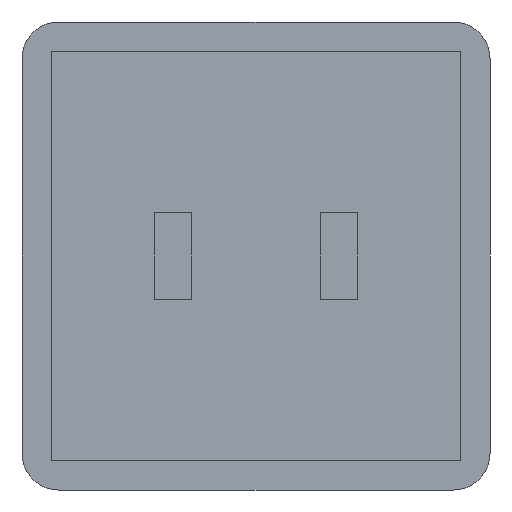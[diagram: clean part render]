
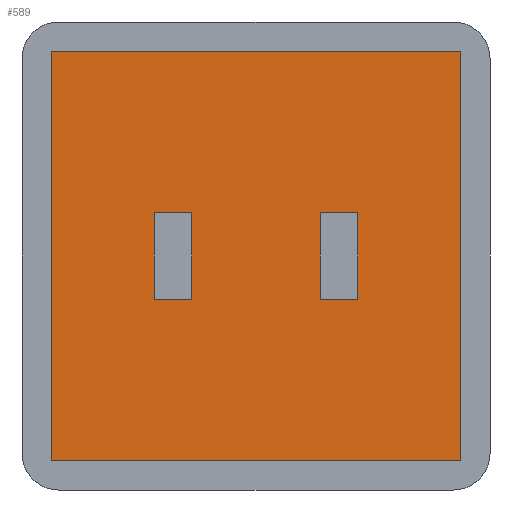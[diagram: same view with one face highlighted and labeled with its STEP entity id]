
A CAD part, front view. The second image highlights one B-rep face of the part: STEP entity #589.
In plain terms, the highlighted planar face has unit normal (0, -1, 0).
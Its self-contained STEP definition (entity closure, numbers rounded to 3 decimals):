
#29=FACE_BOUND('',#238,.T.);
#30=FACE_BOUND('',#239,.T.);
#55=LINE('',#1105,#111);
#59=LINE('',#1113,#115);
#62=LINE('',#1119,#118);
#65=LINE('',#1124,#121);
#67=LINE('',#1130,#123);
#71=LINE('',#1138,#127);
#74=LINE('',#1144,#130);
#77=LINE('',#1149,#133);
#79=LINE('',#1155,#135);
#82=LINE('',#1160,#138);
#84=LINE('',#1164,#140);
#86=LINE('',#1167,#142);
#111=VECTOR('',#762,10.);
#115=VECTOR('',#768,10.);
#118=VECTOR('',#773,10.);
#121=VECTOR('',#778,10.);
#123=VECTOR('',#784,10.);
#127=VECTOR('',#790,10.);
#130=VECTOR('',#795,10.);
#133=VECTOR('',#800,10.);
#135=VECTOR('',#806,10.);
#138=VECTOR('',#811,10.);
#140=VECTOR('',#815,10.);
#142=VECTOR('',#819,10.);
#163=PLANE('',#657);
#200=FACE_OUTER_BOUND('',#237,.T.);
#237=EDGE_LOOP('',(#542,#543,#544,#545));
#238=EDGE_LOOP('',(#546,#547,#548,#549));
#239=EDGE_LOOP('',(#550,#551,#552,#553));
#294=VERTEX_POINT('',#1103);
#295=VERTEX_POINT('',#1104);
#298=VERTEX_POINT('',#1112);
#300=VERTEX_POINT('',#1118);
#302=VERTEX_POINT('',#1128);
#303=VERTEX_POINT('',#1129);
#306=VERTEX_POINT('',#1137);
#308=VERTEX_POINT('',#1143);
#310=VERTEX_POINT('',#1153);
#311=VERTEX_POINT('',#1154);
#312=VERTEX_POINT('',#1159);
#313=VERTEX_POINT('',#1163);
#362=EDGE_CURVE('',#294,#295,#55,.T.);
#366=EDGE_CURVE('',#295,#298,#59,.T.);
#369=EDGE_CURVE('',#298,#300,#62,.T.);
#372=EDGE_CURVE('',#300,#294,#65,.T.);
#374=EDGE_CURVE('',#302,#303,#67,.T.);
#378=EDGE_CURVE('',#303,#306,#71,.T.);
#381=EDGE_CURVE('',#306,#308,#74,.T.);
#384=EDGE_CURVE('',#308,#302,#77,.T.);
#386=EDGE_CURVE('',#310,#311,#79,.T.);
#389=EDGE_CURVE('',#311,#312,#82,.T.);
#391=EDGE_CURVE('',#312,#313,#84,.T.);
#393=EDGE_CURVE('',#313,#310,#86,.T.);
#542=ORIENTED_EDGE('',*,*,#386,.T.);
#543=ORIENTED_EDGE('',*,*,#389,.T.);
#544=ORIENTED_EDGE('',*,*,#391,.T.);
#545=ORIENTED_EDGE('',*,*,#393,.T.);
#546=ORIENTED_EDGE('',*,*,#362,.T.);
#547=ORIENTED_EDGE('',*,*,#366,.T.);
#548=ORIENTED_EDGE('',*,*,#369,.T.);
#549=ORIENTED_EDGE('',*,*,#372,.T.);
#550=ORIENTED_EDGE('',*,*,#374,.T.);
#551=ORIENTED_EDGE('',*,*,#378,.T.);
#552=ORIENTED_EDGE('',*,*,#381,.T.);
#553=ORIENTED_EDGE('',*,*,#384,.T.);
#589=ADVANCED_FACE('',(#200,#29,#30),#163,.F.);
#657=AXIS2_PLACEMENT_3D('',#1169,#822,#823);
#762=DIRECTION('',(1.,0.,0.));
#768=DIRECTION('',(0.,0.,-1.));
#773=DIRECTION('',(-1.,0.,0.));
#778=DIRECTION('',(0.,0.,1.));
#784=DIRECTION('',(1.,0.,0.));
#790=DIRECTION('',(0.,0.,-1.));
#795=DIRECTION('',(-1.,0.,0.));
#800=DIRECTION('',(0.,0.,1.));
#806=DIRECTION('',(-1.,0.,0.));
#811=DIRECTION('',(0.,0.,-1.));
#815=DIRECTION('',(1.,0.,0.));
#819=DIRECTION('',(0.,0.,1.));
#822=DIRECTION('center_axis',(0.,1.,0.));
#823=DIRECTION('ref_axis',(1.,0.,0.));
#1103=CARTESIAN_POINT('',(2.2,0.,1.48));
#1104=CARTESIAN_POINT('',(3.48,0.,1.48));
#1105=CARTESIAN_POINT('',(1.74,0.,1.48));
#1112=CARTESIAN_POINT('',(3.48,0.,-1.48));
#1113=CARTESIAN_POINT('',(3.48,0.,-0.74));
#1118=CARTESIAN_POINT('',(2.2,0.,-1.48));
#1119=CARTESIAN_POINT('',(1.1,0.,-1.48));
#1124=CARTESIAN_POINT('',(2.2,0.,0.74));
#1128=CARTESIAN_POINT('',(-3.48,0.,1.48));
#1129=CARTESIAN_POINT('',(-2.2,0.,1.48));
#1130=CARTESIAN_POINT('',(-1.1,0.,1.48));
#1137=CARTESIAN_POINT('',(-2.2,0.,-1.48));
#1138=CARTESIAN_POINT('',(-2.2,0.,-0.74));
#1143=CARTESIAN_POINT('',(-3.48,0.,-1.48));
#1144=CARTESIAN_POINT('',(-1.74,0.,-1.48));
#1149=CARTESIAN_POINT('',(-3.48,0.,0.74));
#1153=CARTESIAN_POINT('',(7.,0.,7.));
#1154=CARTESIAN_POINT('',(-7.,0.,7.));
#1155=CARTESIAN_POINT('',(-3.5,0.,7.));
#1159=CARTESIAN_POINT('',(-7.,0.,-7.));
#1160=CARTESIAN_POINT('',(-7.,0.,-3.5));
#1163=CARTESIAN_POINT('',(7.,0.,-7.));
#1164=CARTESIAN_POINT('',(3.5,0.,-7.));
#1167=CARTESIAN_POINT('',(7.,0.,3.5));
#1169=CARTESIAN_POINT('Origin',(0.,0.,0.));
